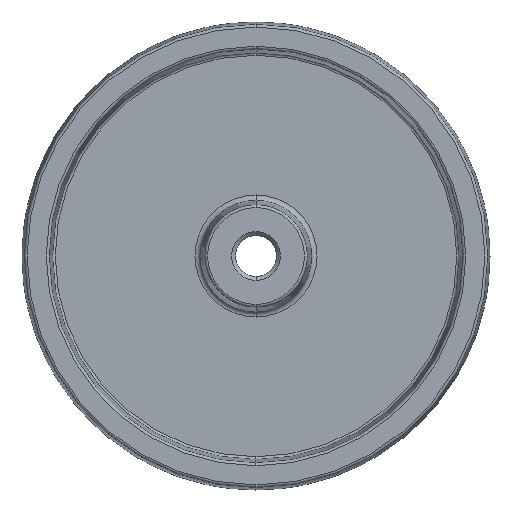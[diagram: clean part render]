
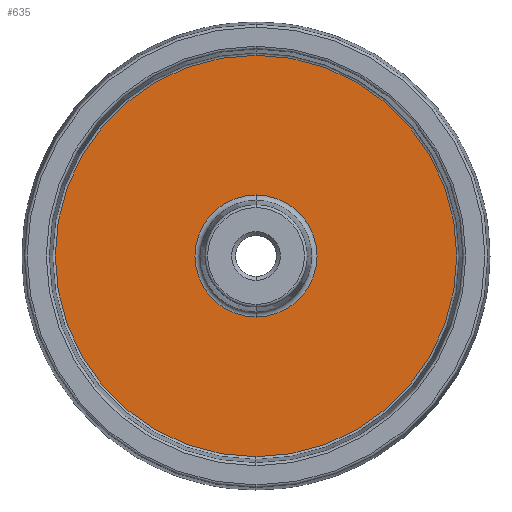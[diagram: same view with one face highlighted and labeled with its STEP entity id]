
A CAD part, left-side view. The second image highlights one B-rep face of the part: STEP entity #635.
In plain terms, the highlighted planar face has unit normal (-1, 0, 0).
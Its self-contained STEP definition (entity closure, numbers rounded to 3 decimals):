
#44 = FACE_BOUND ( 'NONE', #1648, .T. ) ;
#55 = DIRECTION ( 'NONE',  ( 1., 0., 0. ) ) ;
#69 = AXIS2_PLACEMENT_3D ( 'NONE', #342, #55, #624 ) ;
#198 = ORIENTED_EDGE ( 'NONE', *, *, #1226, .T. ) ;
#290 = DIRECTION ( 'NONE',  ( 0., 0., 1. ) ) ;
#297 = DIRECTION ( 'NONE',  ( 0., 0., 1. ) ) ;
#331 = AXIS2_PLACEMENT_3D ( 'NONE', #945, #825, #290 ) ;
#342 = CARTESIAN_POINT ( 'NONE',  ( -5., 0., 0. ) ) ;
#346 = VERTEX_POINT ( 'NONE', #728 ) ;
#396 = CARTESIAN_POINT ( 'NONE',  ( -5., 0., 0. ) ) ;
#529 = AXIS2_PLACEMENT_3D ( 'NONE', #396, #956, #789 ) ;
#564 = EDGE_LOOP ( 'NONE', ( #1035, #198 ) ) ;
#613 = PLANE ( 'NONE',  #331 ) ;
#617 = EDGE_CURVE ( 'NONE', #346, #1175, #1108, .T. ) ;
#624 = DIRECTION ( 'NONE',  ( 0., 0., 1. ) ) ;
#626 = DIRECTION ( 'NONE',  ( 0., 0., 1. ) ) ;
#628 = VERTEX_POINT ( 'NONE', #1713 ) ;
#635 = ADVANCED_FACE ( 'NONE', ( #44, #1147 ), #613, .T. ) ;
#728 = CARTESIAN_POINT ( 'NONE',  ( -5., 0., 22.81 ) ) ;
#789 = DIRECTION ( 'NONE',  ( 0., 0., 1. ) ) ;
#825 = DIRECTION ( 'NONE',  ( -1., 0., 0. ) ) ;
#826 = CIRCLE ( 'NONE', #529, 75.082 ) ;
#845 = CIRCLE ( 'NONE', #69, 22.81 ) ;
#923 = ORIENTED_EDGE ( 'NONE', *, *, #617, .T. ) ;
#945 = CARTESIAN_POINT ( 'NONE',  ( -5., 76., 0. ) ) ;
#948 = EDGE_CURVE ( 'NONE', #1605, #628, #826, .T. ) ;
#956 = DIRECTION ( 'NONE',  ( -1., 0., 0. ) ) ;
#1035 = ORIENTED_EDGE ( 'NONE', *, *, #948, .T. ) ;
#1108 = CIRCLE ( 'NONE', #1341, 22.81 ) ;
#1147 = FACE_OUTER_BOUND ( 'NONE', #564, .T. ) ;
#1175 = VERTEX_POINT ( 'NONE', #1180 ) ;
#1180 = CARTESIAN_POINT ( 'NONE',  ( -5., 0., -22.81 ) ) ;
#1226 = EDGE_CURVE ( 'NONE', #628, #1605, #1663, .T. ) ;
#1249 = AXIS2_PLACEMENT_3D ( 'NONE', #1781, #1373, #297 ) ;
#1291 = CARTESIAN_POINT ( 'NONE',  ( -5., 0., 0. ) ) ;
#1341 = AXIS2_PLACEMENT_3D ( 'NONE', #1291, #1418, #626 ) ;
#1373 = DIRECTION ( 'NONE',  ( -1., 0., 0. ) ) ;
#1379 = EDGE_CURVE ( 'NONE', #1175, #346, #845, .T. ) ;
#1418 = DIRECTION ( 'NONE',  ( 1., 0., 0. ) ) ;
#1494 = ORIENTED_EDGE ( 'NONE', *, *, #1379, .T. ) ;
#1515 = CARTESIAN_POINT ( 'NONE',  ( -5., 0., 75.082 ) ) ;
#1605 = VERTEX_POINT ( 'NONE', #1515 ) ;
#1648 = EDGE_LOOP ( 'NONE', ( #923, #1494 ) ) ;
#1663 = CIRCLE ( 'NONE', #1249, 75.082 ) ;
#1713 = CARTESIAN_POINT ( 'NONE',  ( -5., 0., -75.082 ) ) ;
#1781 = CARTESIAN_POINT ( 'NONE',  ( -5., 0., 0. ) ) ;
